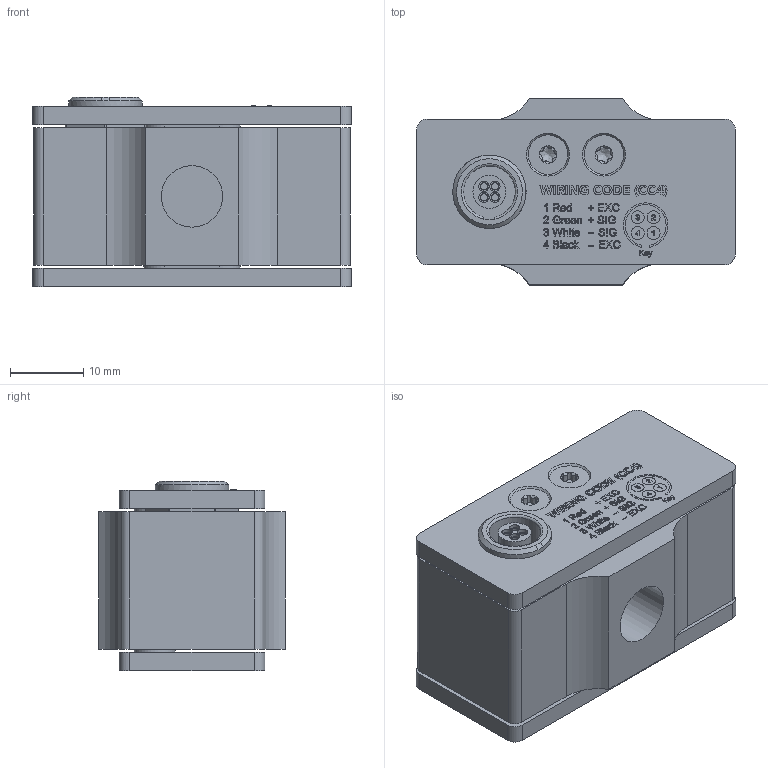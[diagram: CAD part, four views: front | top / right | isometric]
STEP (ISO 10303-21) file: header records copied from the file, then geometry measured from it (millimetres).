
FILE_DESCRIPTION(/* description */ ('LRF350 , 3D Model , Simplified'),/* implementation_level */ '2;1');
FILE_NAME(/* name */ 'LRF350-3MV_V.stp',/* time_stamp */ '2022-03-28T16:34:39-07:00',/* author */ ('sean'),/* organization */ (''),/* preprocessor_version */ 'ST-DEVELOPER v18.1',/* originating_system */ 'Autodesk Inventor 2022',/* authorisation */ '');
FILE_SCHEMA (('AUTOMOTIVE_DESIGN { 1 0 10303 214 3 1 1 }'));
Products named in the file (1): LRF350-3MV_V
Bounding box: 43.48 x 25.4 x 25.84 mm (x, y, z)
Volume: 21029.4 mm3; surface area: 8851 mm2
Topology: 5 solids, 6 shells, 2020 faces, 5365 edges, 3562 vertices
Faces by surface type: plane 1333, bspline 561, cylinder 87, cone 32, torus 7
Full cylindrical faces by diameter (mm): 1 x4, 1.4 x4, 1.778 x4, 4.5 x1, 8.382 x2, 10 x1, 13.21 x1
Entity records: 72331 total; most frequent: CARTESIAN_POINT 23736, ORIENTED_EDGE 10730, DIRECTION 7328, EDGE_CURVE 5365, LINE 3976, VECTOR 3976, VERTEX_POINT 3562, EDGE_LOOP 2234
